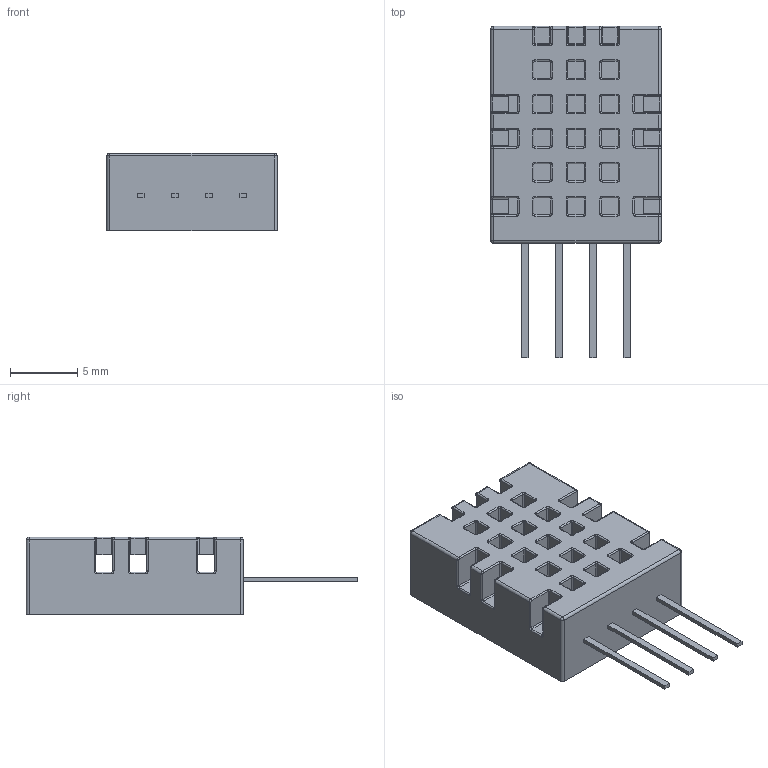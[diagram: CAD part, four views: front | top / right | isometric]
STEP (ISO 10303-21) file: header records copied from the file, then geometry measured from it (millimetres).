
FILE_DESCRIPTION (( 'STEP AP203' ), '1' );
FILE_NAME ('DHT11.STEP', '2021-12-28T10:33:08', ( 'Hugo Dreideh' ), ( ' ' ), 'SwSTEP 2.0', 'SolidWorks 2002296', '' );
FILE_SCHEMA (( 'CONFIG_CONTROL_DESIGN' ));
Length unit declared in the file: millimetre
Products named in the file (1): DHT11
Bounding box: 12.65 x 24.6 x 5.75 mm (x, y, z)
Volume: 785.3 mm3; surface area: 1235.5 mm2
Topology: 1 solids, 1 shells, 482 faces, 1228 edges, 732 vertices
Faces by surface type: cylinder 230, plane 128, torus 114, sphere 10
Entity records: 14627 total; most frequent: DIRECTION 2776, ORIENTED_EDGE 2448, CARTESIAN_POINT 2439, EDGE_CURVE 1224, AXIS2_PLACEMENT_3D 1069, VERTEX_POINT 732, LINE 638, VECTOR 638
